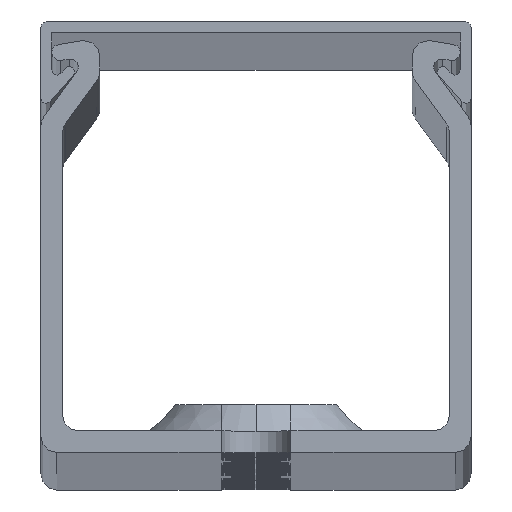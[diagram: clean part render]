
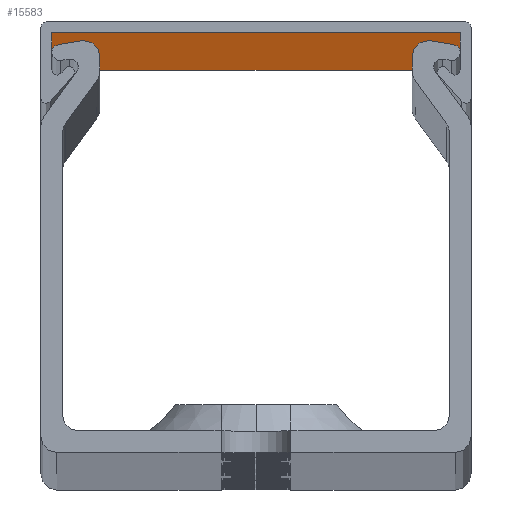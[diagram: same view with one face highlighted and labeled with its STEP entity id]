
A CAD part, top view. The second image highlights one B-rep face of the part: STEP entity #15583.
In plain terms, the highlighted planar face has unit normal (0, -1, 0).
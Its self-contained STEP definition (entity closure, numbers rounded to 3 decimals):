
#1111 = ORIENTED_EDGE ( 'NONE', *, *, #7025, .F. ) ;
#1469 = LINE ( 'NONE', #2986, #12819 ) ;
#1722 = VECTOR ( 'NONE', #5282, 1000. ) ;
#1924 = ORIENTED_EDGE ( 'NONE', *, *, #3887, .T. ) ;
#2157 = DIRECTION ( 'NONE',  ( 0., 0., -1. ) ) ;
#2451 = FACE_OUTER_BOUND ( 'NONE', #5960, .T. ) ;
#2986 = CARTESIAN_POINT ( 'NONE',  ( -19., 39., -1000. ) ) ;
#3502 = LINE ( 'NONE', #8985, #11157 ) ;
#3670 = CARTESIAN_POINT ( 'NONE',  ( 19., 39., 1000. ) ) ;
#3887 = EDGE_CURVE ( 'NONE', #12090, #8855, #17599, .T. ) ;
#4435 = ORIENTED_EDGE ( 'NONE', *, *, #9481, .T. ) ;
#5282 = DIRECTION ( 'NONE',  ( -1., 0., 0. ) ) ;
#5423 = CARTESIAN_POINT ( 'NONE',  ( 19., 39., -1000. ) ) ;
#5960 = EDGE_LOOP ( 'NONE', ( #1111, #1924, #4435, #13123 ) ) ;
#6767 = DIRECTION ( 'NONE',  ( 0., 1., 0. ) ) ;
#6947 = DIRECTION ( 'NONE',  ( 1., 0., 0. ) ) ;
#7025 = EDGE_CURVE ( 'NONE', #12090, #14316, #12852, .T. ) ;
#7454 = DIRECTION ( 'NONE',  ( 0., 0., -1. ) ) ;
#8855 = VERTEX_POINT ( 'NONE', #11016 ) ;
#8985 = CARTESIAN_POINT ( 'NONE',  ( -19., 39., 1040.872 ) ) ;
#9042 = CARTESIAN_POINT ( 'NONE',  ( -19., 39., -1000. ) ) ;
#9286 = VECTOR ( 'NONE', #7454, 1000. ) ;
#9481 = EDGE_CURVE ( 'NONE', #8855, #15117, #3502, .T. ) ;
#10243 = CARTESIAN_POINT ( 'NONE',  ( 19., 39., 1040.872 ) ) ;
#10419 = CARTESIAN_POINT ( 'NONE',  ( -19., 39., 1000. ) ) ;
#10544 = CARTESIAN_POINT ( 'NONE',  ( -19., 39., 1040.872 ) ) ;
#11016 = CARTESIAN_POINT ( 'NONE',  ( -19., 39., 1000. ) ) ;
#11157 = VECTOR ( 'NONE', #2157, 1000. ) ;
#11430 = EDGE_CURVE ( 'NONE', #15117, #14316, #1469, .T. ) ;
#11976 = PLANE ( 'NONE',  #17543 ) ;
#12090 = VERTEX_POINT ( 'NONE', #3670 ) ;
#12819 = VECTOR ( 'NONE', #6947, 1000. ) ;
#12852 = LINE ( 'NONE', #10243, #9286 ) ;
#13123 = ORIENTED_EDGE ( 'NONE', *, *, #11430, .T. ) ;
#14316 = VERTEX_POINT ( 'NONE', #5423 ) ;
#15117 = VERTEX_POINT ( 'NONE', #9042 ) ;
#15583 = ADVANCED_FACE ( 'NONE', ( #2451 ), #11976, .F. ) ;
#17458 = DIRECTION ( 'NONE',  ( 0., 0., 1. ) ) ;
#17543 = AXIS2_PLACEMENT_3D ( 'NONE', #10544, #6767, #17458 ) ;
#17599 = LINE ( 'NONE', #10419, #1722 ) ;
